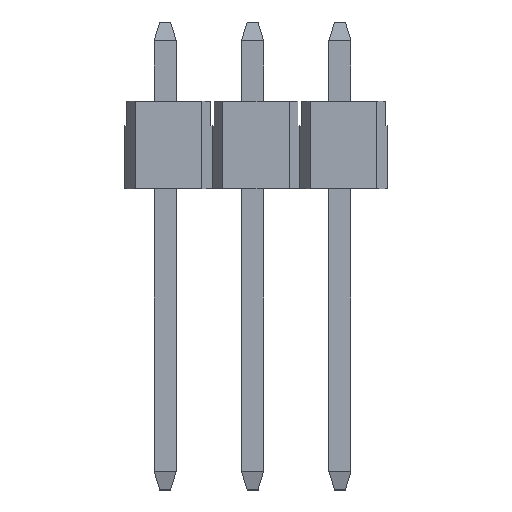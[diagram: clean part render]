
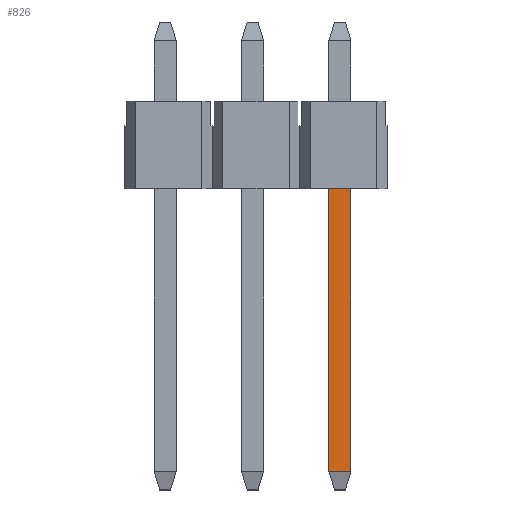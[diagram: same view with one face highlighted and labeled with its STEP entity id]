
A CAD part, top view. The second image highlights one B-rep face of the part: STEP entity #826.
In plain terms, the highlighted planar face has unit normal (0, 0, 1).
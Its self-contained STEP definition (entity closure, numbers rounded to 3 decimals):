
#536=VERTEX_POINT('',#1461);
#554=VERTEX_POINT('',#1482);
#584=EDGE_CURVE('',#536,#1244,#1513,.T.);
#676=EDGE_CURVE('',#1244,#554,#1612,.T.);
#710=EDGE_CURVE('',#1226,#554,#1650,.T.);
#774=EDGE_CURVE('',#1226,#536,#1723,.T.);
#826=ADVANCED_FACE('',(#1779),#1780,.T.);
#1226=VERTEX_POINT('',#2230);
#1244=VERTEX_POINT('',#2250);
#1461=CARTESIAN_POINT('',(2.22,-10.744,0.32));
#1482=CARTESIAN_POINT('',(2.86,-2.54,0.32));
#1513=LINE('',#2579,#2580);
#1612=LINE('',#2730,#2731);
#1650=LINE('',#2784,#2785);
#1723=LINE('',#2883,#2884);
#1779=FACE_OUTER_BOUND('',#2970,.T.);
#1780=PLANE('',#2971);
#2230=CARTESIAN_POINT('',(2.22,-2.54,0.32));
#2250=CARTESIAN_POINT('',(2.86,-10.744,0.32));
#2579=CARTESIAN_POINT('',(2.04,-10.744,0.32));
#2580=VECTOR('',#3945,1.0);
#2730=CARTESIAN_POINT('',(2.86,-10.744,0.32));
#2731=VECTOR('',#4029,1.0);
#2784=CARTESIAN_POINT('',(-0.2,-2.54,0.32));
#2785=VECTOR('',#4069,1.0);
#2883=CARTESIAN_POINT('',(2.22,-4.49,0.32));
#2884=VECTOR('',#4156,1.0);
#2970=EDGE_LOOP('',(#4205,#4206,#4207,#4208));
#2971=AXIS2_PLACEMENT_3D('',#4209,#4210,#4211);
#3945=DIRECTION('',(1.0,0.,0.));
#4029=DIRECTION('',(0.,1.0,0.));
#4069=DIRECTION('',(1.0,0.,0.));
#4156=DIRECTION('',(0.,-1.0,0.));
#4205=ORIENTED_EDGE('',*,*,#710,.F.);
#4206=ORIENTED_EDGE('',*,*,#774,.T.);
#4207=ORIENTED_EDGE('',*,*,#584,.T.);
#4208=ORIENTED_EDGE('',*,*,#676,.T.);
#4209=CARTESIAN_POINT('',(2.04,-10.744,0.32));
#4210=DIRECTION('',(0.,0.,1.0));
#4211=DIRECTION('',(0.,-1.0,0.));
